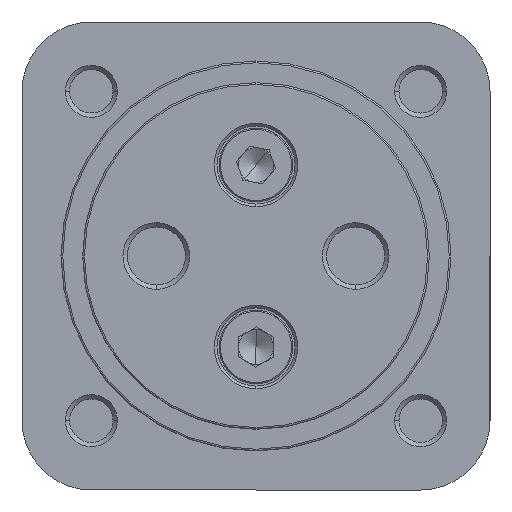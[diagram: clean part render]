
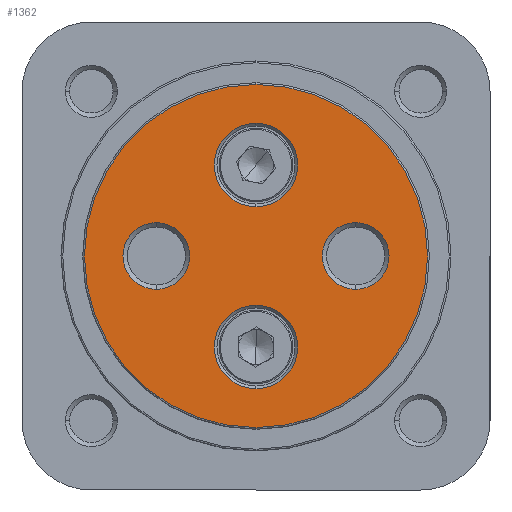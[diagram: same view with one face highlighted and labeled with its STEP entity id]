
A CAD part, left-side view. The second image highlights one B-rep face of the part: STEP entity #1362.
In plain terms, the highlighted planar face has unit normal (-1, 0, 0).
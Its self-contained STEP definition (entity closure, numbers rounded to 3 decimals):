
#185 = VERTEX_POINT ( 'NONE', #582 ) ;
#190 = VERTEX_POINT ( 'NONE', #587 ) ;
#195 = VERTEX_POINT ( 'NONE', #592 ) ;
#215 = VERTEX_POINT ( 'NONE', #612 ) ;
#218 = VERTEX_POINT ( 'NONE', #615 ) ;
#235 = VERTEX_POINT ( 'NONE', #632 ) ;
#236 = VERTEX_POINT ( 'NONE', #633 ) ;
#238 = VERTEX_POINT ( 'NONE', #635 ) ;
#240 = VERTEX_POINT ( 'NONE', #637 ) ;
#252 = VERTEX_POINT ( 'NONE', #649 ) ;
#582 = CARTESIAN_POINT ( 'NONE',  ( 0., 0., -19.8 ) ) ;
#587 = CARTESIAN_POINT ( 'NONE',  ( 0., -11.5, 3.85 ) ) ;
#592 = CARTESIAN_POINT ( 'NONE',  ( 0., 0., -15.3 ) ) ;
#612 = CARTESIAN_POINT ( 'NONE',  ( 0., 0., 5.7 ) ) ;
#615 = CARTESIAN_POINT ( 'NONE',  ( 0., 0., 19.8 ) ) ;
#632 = CARTESIAN_POINT ( 'NONE',  ( 0., 0., -5.7 ) ) ;
#633 = CARTESIAN_POINT ( 'NONE',  ( 0., -11.5, -3.85 ) ) ;
#635 = CARTESIAN_POINT ( 'NONE',  ( 0., 0., 15.3 ) ) ;
#637 = CARTESIAN_POINT ( 'NONE',  ( 0., 11.5, -3.85 ) ) ;
#649 = CARTESIAN_POINT ( 'NONE',  ( 0., 11.5, 3.85 ) ) ;
#1224 = CARTESIAN_POINT ( 'NONE',  ( 0., 0., 0. ) ) ;
#1233 = PLANE ( 'NONE',  #2894 ) ;
#1236 = DIRECTION ( 'NONE',  ( 1., 0., 0. ) ) ;
#1237 = DIRECTION ( 'NONE',  ( 0., 0., -1. ) ) ;
#1362 = ADVANCED_FACE ( 'NONE', ( #4100, #4106, #4108, #4110, #4096 ), #1233, .F. ) ;
#2519 = EDGE_CURVE ( 'NONE', #218, #185, #6875, .T. ) ;
#2537 = EDGE_CURVE ( 'NONE', #238, #215, #6896, .T. ) ;
#2541 = EDGE_CURVE ( 'NONE', #235, #195, #6902, .T. ) ;
#2569 = EDGE_CURVE ( 'NONE', #252, #240, #6944, .T. ) ;
#2573 = EDGE_CURVE ( 'NONE', #190, #236, #6950, .T. ) ;
#2615 = EDGE_CURVE ( 'NONE', #236, #190, #7014, .T. ) ;
#2621 = EDGE_CURVE ( 'NONE', #240, #252, #7020, .T. ) ;
#2622 = EDGE_CURVE ( 'NONE', #215, #238, #7021, .T. ) ;
#2626 = EDGE_CURVE ( 'NONE', #185, #218, #7025, .T. ) ;
#2627 = EDGE_CURVE ( 'NONE', #195, #235, #7026, .T. ) ;
#2894 = AXIS2_PLACEMENT_3D ( 'NONE', #1224, #1236, #1237 ) ;
#3216 = AXIS2_PLACEMENT_3D ( 'NONE', #7524, #7530, #7531 ) ;
#3231 = AXIS2_PLACEMENT_3D ( 'NONE', #7581, #7582, #7583 ) ;
#3232 = AXIS2_PLACEMENT_3D ( 'NONE', #7591, #7592, #7593 ) ;
#3248 = AXIS2_PLACEMENT_3D ( 'NONE', #7661, #7662, #7663 ) ;
#3249 = AXIS2_PLACEMENT_3D ( 'NONE', #7671, #7672, #7673 ) ;
#3266 = AXIS2_PLACEMENT_3D ( 'NONE', #7766, #7773, #7774 ) ;
#3272 = AXIS2_PLACEMENT_3D ( 'NONE', #7784, #7791, #7792 ) ;
#3273 = AXIS2_PLACEMENT_3D ( 'NONE', #7787, #7794, #7795 ) ;
#3277 = AXIS2_PLACEMENT_3D ( 'NONE', #7799, #7806, #7807 ) ;
#3278 = AXIS2_PLACEMENT_3D ( 'NONE', #7802, #7809, #7810 ) ;
#4096 = FACE_BOUND ( 'NONE', #5618, .T. ) ;
#4100 = FACE_OUTER_BOUND ( 'NONE', #5641, .T. ) ;
#4106 = FACE_BOUND ( 'NONE', #5652, .T. ) ;
#4108 = FACE_BOUND ( 'NONE', #5670, .T. ) ;
#4110 = FACE_BOUND ( 'NONE', #5649, .T. ) ;
#5618 = EDGE_LOOP ( 'NONE', ( #5953, #5954 ) ) ;
#5641 = EDGE_LOOP ( 'NONE', ( #5945, #5946 ) ) ;
#5649 = EDGE_LOOP ( 'NONE', ( #5951, #5952 ) ) ;
#5652 = EDGE_LOOP ( 'NONE', ( #5947, #5948 ) ) ;
#5670 = EDGE_LOOP ( 'NONE', ( #5949, #5950 ) ) ;
#5945 = ORIENTED_EDGE ( 'NONE', *, *, #2626, .T. ) ;
#5946 = ORIENTED_EDGE ( 'NONE', *, *, #2519, .T. ) ;
#5947 = ORIENTED_EDGE ( 'NONE', *, *, #2541, .T. ) ;
#5948 = ORIENTED_EDGE ( 'NONE', *, *, #2627, .T. ) ;
#5949 = ORIENTED_EDGE ( 'NONE', *, *, #2537, .T. ) ;
#5950 = ORIENTED_EDGE ( 'NONE', *, *, #2622, .T. ) ;
#5951 = ORIENTED_EDGE ( 'NONE', *, *, #2573, .T. ) ;
#5952 = ORIENTED_EDGE ( 'NONE', *, *, #2615, .T. ) ;
#5953 = ORIENTED_EDGE ( 'NONE', *, *, #2569, .T. ) ;
#5954 = ORIENTED_EDGE ( 'NONE', *, *, #2621, .T. ) ;
#6875 = CIRCLE ( 'NONE', #3216, 19.8 ) ;
#6896 = CIRCLE ( 'NONE', #3231, 4.8 ) ;
#6902 = CIRCLE ( 'NONE', #3232, 4.8 ) ;
#6944 = CIRCLE ( 'NONE', #3248, 3.85 ) ;
#6950 = CIRCLE ( 'NONE', #3249, 3.85 ) ;
#7014 = CIRCLE ( 'NONE', #3266, 3.85 ) ;
#7020 = CIRCLE ( 'NONE', #3272, 3.85 ) ;
#7021 = CIRCLE ( 'NONE', #3273, 4.8 ) ;
#7025 = CIRCLE ( 'NONE', #3277, 19.8 ) ;
#7026 = CIRCLE ( 'NONE', #3278, 4.8 ) ;
#7524 = CARTESIAN_POINT ( 'NONE',  ( 0., 0., 0. ) ) ;
#7530 = DIRECTION ( 'NONE',  ( -1., 0., 0. ) ) ;
#7531 = DIRECTION ( 'NONE',  ( 0., 0., -1. ) ) ;
#7581 = CARTESIAN_POINT ( 'NONE',  ( 0., 0., 10.5 ) ) ;
#7582 = DIRECTION ( 'NONE',  ( 1., 0., 0. ) ) ;
#7583 = DIRECTION ( 'NONE',  ( 0., 0., -1. ) ) ;
#7591 = CARTESIAN_POINT ( 'NONE',  ( 0., 0., -10.5 ) ) ;
#7592 = DIRECTION ( 'NONE',  ( 1., 0., 0. ) ) ;
#7593 = DIRECTION ( 'NONE',  ( 0., 0., -1. ) ) ;
#7661 = CARTESIAN_POINT ( 'NONE',  ( 0., 11.5, 0. ) ) ;
#7662 = DIRECTION ( 'NONE',  ( 1., 0., 0. ) ) ;
#7663 = DIRECTION ( 'NONE',  ( 0., 0., -1. ) ) ;
#7671 = CARTESIAN_POINT ( 'NONE',  ( 0., -11.5, 0. ) ) ;
#7672 = DIRECTION ( 'NONE',  ( 1., 0., 0. ) ) ;
#7673 = DIRECTION ( 'NONE',  ( 0., 0., -1. ) ) ;
#7766 = CARTESIAN_POINT ( 'NONE',  ( 0., -11.5, 0. ) ) ;
#7773 = DIRECTION ( 'NONE',  ( 1., 0., 0. ) ) ;
#7774 = DIRECTION ( 'NONE',  ( 0., 0., -1. ) ) ;
#7784 = CARTESIAN_POINT ( 'NONE',  ( 0., 11.5, 0. ) ) ;
#7787 = CARTESIAN_POINT ( 'NONE',  ( 0., 0., 10.5 ) ) ;
#7791 = DIRECTION ( 'NONE',  ( 1., 0., 0. ) ) ;
#7792 = DIRECTION ( 'NONE',  ( 0., 0., -1. ) ) ;
#7794 = DIRECTION ( 'NONE',  ( 1., 0., 0. ) ) ;
#7795 = DIRECTION ( 'NONE',  ( 0., 0., -1. ) ) ;
#7799 = CARTESIAN_POINT ( 'NONE',  ( 0., 0., 0. ) ) ;
#7802 = CARTESIAN_POINT ( 'NONE',  ( 0., 0., -10.5 ) ) ;
#7806 = DIRECTION ( 'NONE',  ( -1., 0., 0. ) ) ;
#7807 = DIRECTION ( 'NONE',  ( 0., 0., -1. ) ) ;
#7809 = DIRECTION ( 'NONE',  ( 1., 0., 0. ) ) ;
#7810 = DIRECTION ( 'NONE',  ( 0., 0., -1. ) ) ;
